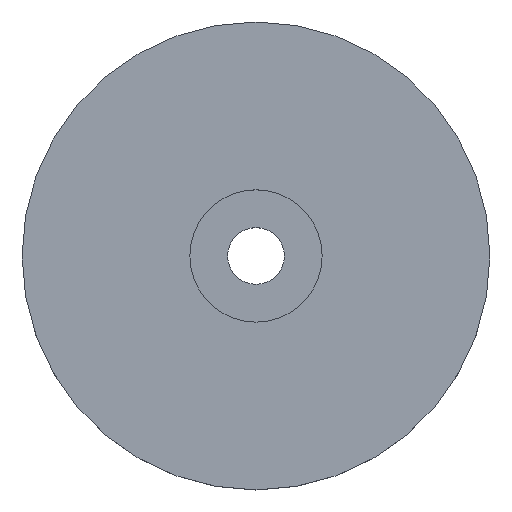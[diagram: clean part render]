
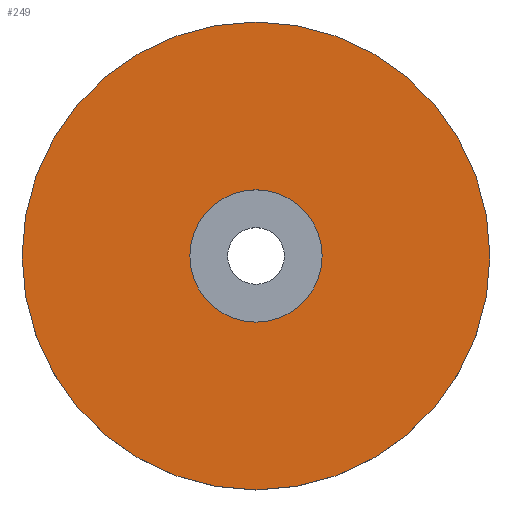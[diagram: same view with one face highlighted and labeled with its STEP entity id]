
A CAD part, top view. The second image highlights one B-rep face of the part: STEP entity #249.
In plain terms, the highlighted planar face has unit normal (0, 0, 1).
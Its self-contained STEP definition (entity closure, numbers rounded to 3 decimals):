
#15 = CARTESIAN_POINT ( 'NONE',  ( 61.9, 0., 7.15 ) ) ;
#16 = VERTEX_POINT ( 'NONE', #235 ) ;
#26 = FACE_BOUND ( 'NONE', #97, .T. ) ;
#31 = DIRECTION ( 'NONE',  ( 1., 0., 0. ) ) ;
#41 = AXIS2_PLACEMENT_3D ( 'NONE', #179, #205, #279 ) ;
#50 = CARTESIAN_POINT ( 'NONE',  ( 0., 0., 7.15 ) ) ;
#51 = CARTESIAN_POINT ( 'NONE',  ( 0., 0., 7.15 ) ) ;
#57 = EDGE_CURVE ( 'NONE', #209, #209, #186, .T. ) ;
#78 = DIRECTION ( 'NONE',  ( 0., 0., 1. ) ) ;
#79 = FACE_OUTER_BOUND ( 'NONE', #305, .T. ) ;
#88 = EDGE_CURVE ( 'NONE', #16, #16, #149, .T. ) ;
#97 = EDGE_LOOP ( 'NONE', ( #151 ) ) ;
#100 = PLANE ( 'NONE',  #41 ) ;
#108 = DIRECTION ( 'NONE',  ( 1., 0., 0. ) ) ;
#131 = AXIS2_PLACEMENT_3D ( 'NONE', #51, #158, #31 ) ;
#149 = CIRCLE ( 'NONE', #320, 17.5 ) ;
#151 = ORIENTED_EDGE ( 'NONE', *, *, #88, .F. ) ;
#158 = DIRECTION ( 'NONE',  ( 0., 0., 1. ) ) ;
#179 = CARTESIAN_POINT ( 'NONE',  ( 0., 23.52, 7.15 ) ) ;
#186 = CIRCLE ( 'NONE', #131, 61.9 ) ;
#205 = DIRECTION ( 'NONE',  ( 0., 0., -1. ) ) ;
#209 = VERTEX_POINT ( 'NONE', #15 ) ;
#235 = CARTESIAN_POINT ( 'NONE',  ( 17.5, 0., 7.15 ) ) ;
#241 = ORIENTED_EDGE ( 'NONE', *, *, #57, .T. ) ;
#249 = ADVANCED_FACE ( 'NONE', ( #26, #79 ), #100, .F. ) ;
#279 = DIRECTION ( 'NONE',  ( -1., 0., 0. ) ) ;
#305 = EDGE_LOOP ( 'NONE', ( #241 ) ) ;
#320 = AXIS2_PLACEMENT_3D ( 'NONE', #50, #78, #108 ) ;
